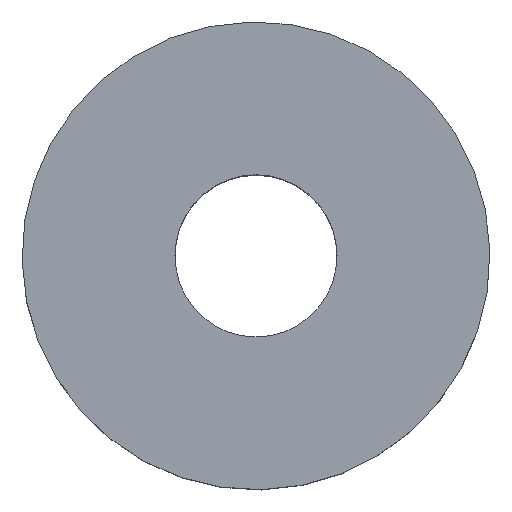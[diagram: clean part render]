
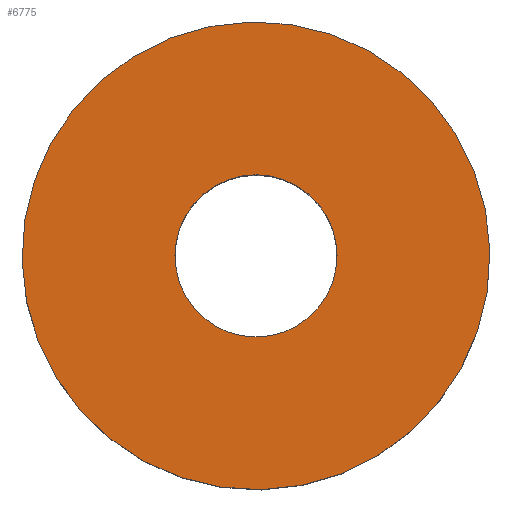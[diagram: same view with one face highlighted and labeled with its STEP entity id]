
A CAD part, top view. The second image highlights one B-rep face of the part: STEP entity #6775.
In plain terms, the highlighted planar face has unit normal (0, 0, 1).
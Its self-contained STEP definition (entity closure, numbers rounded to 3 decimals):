
#6336=CARTESIAN_POINT('',(0.,0.,23.79));
#6337=DIRECTION('',(0.,0.,1.));
#6338=DIRECTION('',(0.479,0.878,0.));
#6339=AXIS2_PLACEMENT_3D('',#6336,#6337,#6338);
#6344=CARTESIAN_POINT('',(0.,0.,23.79));
#6345=DIRECTION('',(0.,0.,1.));
#6346=DIRECTION('',(-0.479,-0.878,0.));
#6347=AXIS2_PLACEMENT_3D('',#6344,#6345,#6346);
#6352=CARTESIAN_POINT('',(0.,0.,23.79));
#6353=DIRECTION('',(0.,0.,-1.));
#6354=DIRECTION('',(0.,1.,0.));
#6355=AXIS2_PLACEMENT_3D('',#6352,#6353,#6354);
#6360=CARTESIAN_POINT('',(0.,0.,23.79));
#6361=DIRECTION('',(0.,0.,-1.));
#6362=DIRECTION('',(0.,-1.,0.));
#6363=AXIS2_PLACEMENT_3D('',#6360,#6361,#6362);
#6379=CARTESIAN_POINT('',(0.,-5.89,23.79));
#6380=VERTEX_POINT('',#6379);
#6381=CARTESIAN_POINT('',(0.,5.89,23.79));
#6382=VERTEX_POINT('',#6381);
#6389=CARTESIAN_POINT('',(8.15,14.919,23.79));
#6390=CARTESIAN_POINT('',(-8.15,-14.919,23.79));
#6391=VERTEX_POINT('',#6389);
#6392=VERTEX_POINT('',#6390);
#6761=CARTESIAN_POINT('',(0.,0.,23.79));
#6762=DIRECTION('',(0.,0.,-1.));
#6763=DIRECTION('',(0.,1.,0.));
#6764=AXIS2_PLACEMENT_3D('',#6761,#6762,#6763);
#6765=PLANE('',#6764);
#6766=ORIENTED_EDGE('',*,*,#6726,.F.);
#6767=ORIENTED_EDGE('',*,*,#6747,.F.);
#6768=EDGE_LOOP('',(#6766,#6767));
#6769=FACE_OUTER_BOUND('',#6768,.F.);
#6770=ORIENTED_EDGE('',*,*,#6426,.F.);
#6772=ORIENTED_EDGE('',*,*,#6771,.F.);
#6773=EDGE_LOOP('',(#6770,#6772));
#6774=FACE_BOUND('',#6773,.F.);
#6775=ADVANCED_FACE('',(#6769,#6774),#6765,.F.);
#6340=CIRCLE('',#6339,17.);
#6348=CIRCLE('',#6347,17.);
#6356=CIRCLE('',#6355,5.89);
#6364=CIRCLE('',#6363,5.89);
#6426=EDGE_CURVE('',#6382,#6380,#6356,.T.);
#6726=EDGE_CURVE('',#6391,#6392,#6340,.T.);
#6747=EDGE_CURVE('',#6392,#6391,#6348,.T.);
#6771=EDGE_CURVE('',#6380,#6382,#6364,.T.);
